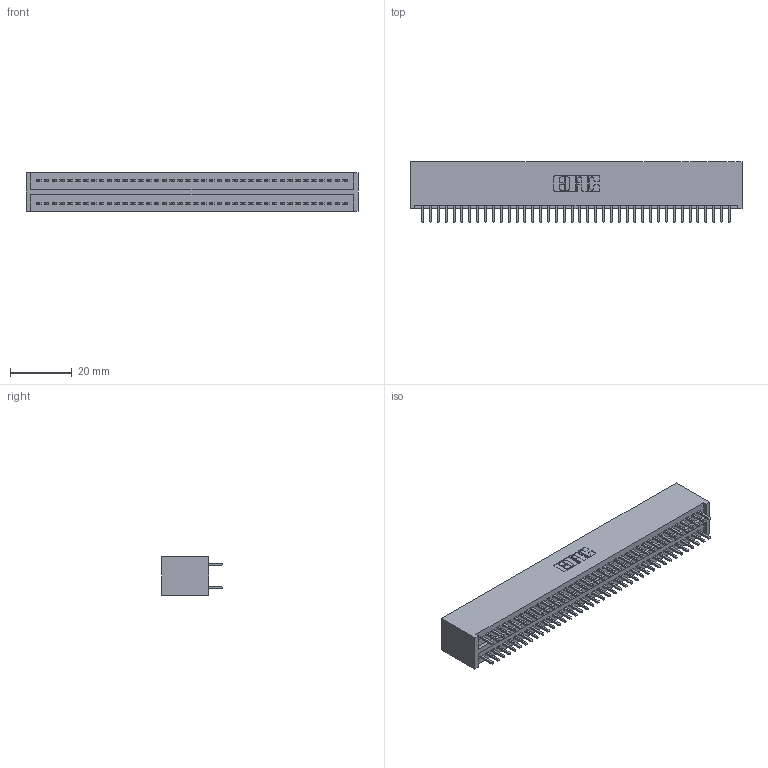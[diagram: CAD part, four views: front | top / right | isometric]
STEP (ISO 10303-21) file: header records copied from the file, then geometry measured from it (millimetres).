
FILE_DESCRIPTION (( 'STEP AP203' ), '1' );
FILE_NAME ('325-080-520-201.STEP', '2020-02-25T04:38:11', ( '' ), ( '' ), 'SwSTEP 2.0', 'SolidWorks 2016', '' );
FILE_SCHEMA (( 'CONFIG_CONTROL_DESIGN' ));
Length unit declared in the file: inch
Products named in the file (3): 325-080-520-201; 325 Part_Lugless; 325-292-001_325-293-120
Assembly tree (81 placements, depth 2):
  325-080-520-201
    325 Part_Lugless
    325-292-001_325-293-120  x80
Bounding box: 107.24 x 19.68 x 12.45 mm (x, y, z)
Volume: 14420.3 mm3; surface area: 17905.8 mm2
Topology: 81 solids, 81 shells, 4266 faces, 12687 edges, 8350 vertices
Faces by surface type: plane 2946, cylinder 1320
Entity records: 25733 total; most frequent: CARTESIAN_POINT 4266, ORIENTED_EDGE 4202, DIRECTION 3641, EDGE_CURVE 2101, VECTOR 1981, LINE 1981, VERTEX_POINT 1398, AXIS2_PLACEMENT_3D 830
